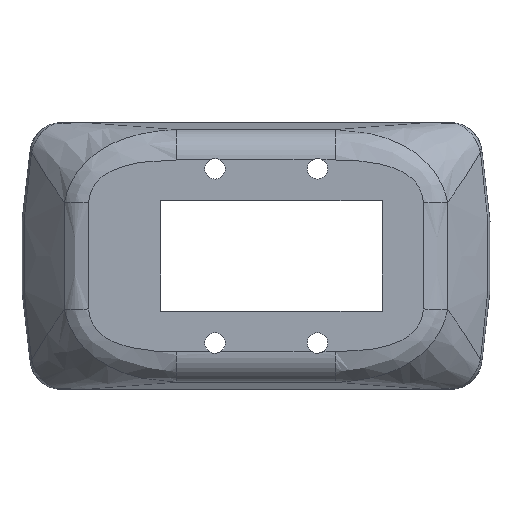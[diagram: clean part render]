
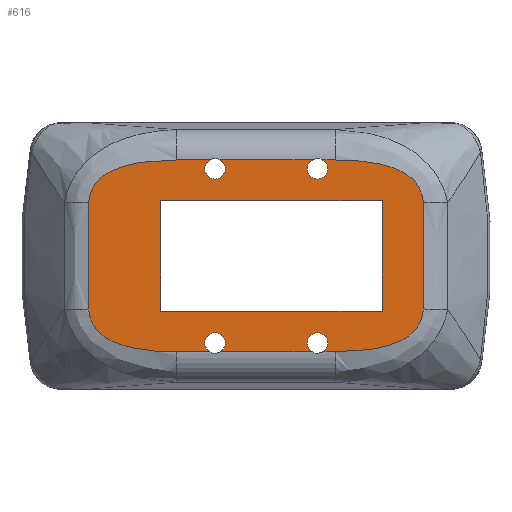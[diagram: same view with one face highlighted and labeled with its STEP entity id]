
A CAD part, top view. The second image highlights one B-rep face of the part: STEP entity #616.
In plain terms, the highlighted planar face has unit normal (0, 0, 1).
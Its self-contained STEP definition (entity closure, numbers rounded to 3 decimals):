
#616=ADVANCED_FACE('',(#1202,#1203),#855,.F.);
#855=PLANE('',#4749);
#919=B_SPLINE_CURVE_WITH_KNOTS('',3,(#6128,#6129,#6130,#6131,#6132,#6133,
#6134,#6135),.UNSPECIFIED.,.F.,.F.,(4,2,2,4),(0.,0.25,0.5,1.),
 .UNSPECIFIED.);
#941=B_SPLINE_CURVE_WITH_KNOTS('',3,(#6630,#6631,#6632,#6633,#6634,#6635,
#6636,#6637),.UNSPECIFIED.,.F.,.F.,(4,2,2,4),(0.,0.5,0.75,1.),
 .UNSPECIFIED.);
#951=B_SPLINE_CURVE_WITH_KNOTS('',3,(#6816,#6817,#6818,#6819,#6820,#6821,
#6822,#6823),.UNSPECIFIED.,.F.,.F.,(4,2,2,4),(0.,0.5,0.75,1.),
 .UNSPECIFIED.);
#973=B_SPLINE_CURVE_WITH_KNOTS('',3,(#7306,#7307,#7308,#7309,#7310,#7311,
#7312,#7313),.UNSPECIFIED.,.F.,.F.,(4,2,2,4),(0.,0.25,0.5,1.),
 .UNSPECIFIED.);
#1024=B_SPLINE_CURVE_WITH_KNOTS('',3,(#8190,#8191,#8192,#8193),
 .UNSPECIFIED.,.F.,.F.,(4,4),(0.,1.),.UNSPECIFIED.);
#1025=B_SPLINE_CURVE_WITH_KNOTS('',3,(#8203,#8204,#8205,#8206),
 .UNSPECIFIED.,.F.,.F.,(4,4),(0.,1.),.UNSPECIFIED.);
#1202=FACE_BOUND('',#1270,.T.);
#1203=FACE_BOUND('',#1271,.T.);
#1270=EDGE_LOOP('',(#1930,#1931,#1932,#1933,#1934,#1935,#1936,#1937,#1938,
#1939,#1940,#1941,#1942,#1943,#1944,#1945));
#1271=EDGE_LOOP('',(#1946,#1947,#1948,#1949));
#1534=CIRCLE('',#4745,1.);
#1535=CIRCLE('',#4746,1.);
#1536=CIRCLE('',#4747,1.);
#1537=CIRCLE('',#4748,1.);
#1930=ORIENTED_EDGE('',*,*,#3752,.T.);
#1931=ORIENTED_EDGE('',*,*,#3753,.T.);
#1932=ORIENTED_EDGE('',*,*,#3754,.T.);
#1933=ORIENTED_EDGE('',*,*,#3755,.T.);
#1934=ORIENTED_EDGE('',*,*,#3756,.T.);
#1935=ORIENTED_EDGE('',*,*,#3621,.T.);
#1936=ORIENTED_EDGE('',*,*,#3757,.T.);
#1937=ORIENTED_EDGE('',*,*,#3643,.T.);
#1938=ORIENTED_EDGE('',*,*,#3758,.T.);
#1939=ORIENTED_EDGE('',*,*,#3759,.T.);
#1940=ORIENTED_EDGE('',*,*,#3760,.T.);
#1941=ORIENTED_EDGE('',*,*,#3761,.T.);
#1942=ORIENTED_EDGE('',*,*,#3762,.T.);
#1943=ORIENTED_EDGE('',*,*,#3611,.T.);
#1944=ORIENTED_EDGE('',*,*,#3763,.T.);
#1945=ORIENTED_EDGE('',*,*,#3589,.T.);
#1946=ORIENTED_EDGE('',*,*,#3743,.F.);
#1947=ORIENTED_EDGE('',*,*,#3751,.F.);
#1948=ORIENTED_EDGE('',*,*,#3749,.F.);
#1949=ORIENTED_EDGE('',*,*,#3746,.F.);
#3146=VERTEX_POINT('',#6110);
#3149=VERTEX_POINT('',#6127);
#3166=VERTEX_POINT('',#6615);
#3168=VERTEX_POINT('',#6629);
#3172=VERTEX_POINT('',#6800);
#3175=VERTEX_POINT('',#6815);
#3192=VERTEX_POINT('',#7289);
#3194=VERTEX_POINT('',#7305);
#3275=VERTEX_POINT('',#8159);
#3277=VERTEX_POINT('',#8163);
#3279=VERTEX_POINT('',#8168);
#3281=VERTEX_POINT('',#8174);
#3282=VERTEX_POINT('',#8182);
#3283=VERTEX_POINT('',#8184);
#3284=VERTEX_POINT('',#8186);
#3285=VERTEX_POINT('',#8188);
#3286=VERTEX_POINT('',#8195);
#3287=VERTEX_POINT('',#8197);
#3288=VERTEX_POINT('',#8199);
#3289=VERTEX_POINT('',#8201);
#3589=EDGE_CURVE('',#3146,#3149,#919,.T.);
#3611=EDGE_CURVE('',#3166,#3168,#941,.T.);
#3621=EDGE_CURVE('',#3172,#3175,#951,.T.);
#3643=EDGE_CURVE('',#3192,#3194,#973,.T.);
#3743=EDGE_CURVE('',#3277,#3275,#4307,.T.);
#3746=EDGE_CURVE('',#3275,#3279,#4310,.T.);
#3749=EDGE_CURVE('',#3279,#3281,#4313,.T.);
#3751=EDGE_CURVE('',#3281,#3277,#4315,.T.);
#3752=EDGE_CURVE('',#3149,#3282,#4316,.T.);
#3753=EDGE_CURVE('',#3282,#3283,#1534,.T.);
#3754=EDGE_CURVE('',#3283,#3284,#4317,.T.);
#3755=EDGE_CURVE('',#3284,#3285,#1535,.T.);
#3756=EDGE_CURVE('',#3285,#3172,#4318,.T.);
#3757=EDGE_CURVE('',#3175,#3192,#1024,.T.);
#3758=EDGE_CURVE('',#3194,#3286,#4319,.T.);
#3759=EDGE_CURVE('',#3286,#3287,#1536,.T.);
#3760=EDGE_CURVE('',#3287,#3288,#4320,.T.);
#3761=EDGE_CURVE('',#3288,#3289,#1537,.T.);
#3762=EDGE_CURVE('',#3289,#3166,#4321,.T.);
#3763=EDGE_CURVE('',#3168,#3146,#1025,.T.);
#4307=LINE('',#8164,#4535);
#4310=LINE('',#8170,#4538);
#4313=LINE('',#8176,#4541);
#4315=LINE('',#8179,#4543);
#4316=LINE('',#8181,#4544);
#4317=LINE('',#8185,#4545);
#4318=LINE('',#8189,#4546);
#4319=LINE('',#8194,#4547);
#4320=LINE('',#8198,#4548);
#4321=LINE('',#8202,#4549);
#4535=VECTOR('',#5181,1.);
#4538=VECTOR('',#5186,1.);
#4541=VECTOR('',#5191,1.);
#4543=VECTOR('',#5195,1.);
#4544=VECTOR('',#5198,1.);
#4545=VECTOR('',#5201,1.);
#4546=VECTOR('',#5204,1.);
#4547=VECTOR('',#5205,1.);
#4548=VECTOR('',#5208,1.);
#4549=VECTOR('',#5211,1.);
#4745=AXIS2_PLACEMENT_3D('',#8183,#5199,#5200);
#4746=AXIS2_PLACEMENT_3D('',#8187,#5202,#5203);
#4747=AXIS2_PLACEMENT_3D('',#8196,#5206,#5207);
#4748=AXIS2_PLACEMENT_3D('',#8200,#5209,#5210);
#4749=AXIS2_PLACEMENT_3D('',#8207,#5212,#5213);
#5181=DIRECTION('',(0.,-1.,0.));
#5186=DIRECTION('',(1.,0.,0.));
#5191=DIRECTION('',(0.,1.,0.));
#5195=DIRECTION('',(-1.,0.,0.));
#5198=DIRECTION('',(-1.,0.,0.));
#5199=DIRECTION('',(0.,0.,-1.));
#5200=DIRECTION('',(-1.,0.,0.));
#5201=DIRECTION('',(-1.,0.,0.));
#5202=DIRECTION('',(0.,0.,-1.));
#5203=DIRECTION('',(-1.,0.,0.));
#5204=DIRECTION('',(-1.,0.,0.));
#5205=DIRECTION('',(1.,0.,0.));
#5206=DIRECTION('',(0.,0.,-1.));
#5207=DIRECTION('',(-1.,0.,0.));
#5208=DIRECTION('',(1.,0.,0.));
#5209=DIRECTION('',(0.,0.,-1.));
#5210=DIRECTION('',(-1.,0.,0.));
#5211=DIRECTION('',(1.,0.,0.));
#5212=DIRECTION('',(0.,0.,-1.));
#5213=DIRECTION('',(-1.,0.,0.));
#6110=CARTESIAN_POINT('',(16.315,5.182,7.));
#6127=CARTESIAN_POINT('',(7.754,9.354,7.));
#6128=CARTESIAN_POINT('',(16.314,5.182,7.));
#6129=CARTESIAN_POINT('',(16.297,6.07,7.));
#6130=CARTESIAN_POINT('',(15.898,6.912,7.));
#6131=CARTESIAN_POINT('',(14.606,8.11,7.));
#6132=CARTESIAN_POINT('',(13.781,8.485,7.));
#6133=CARTESIAN_POINT('',(11.283,9.254,7.));
#6134=CARTESIAN_POINT('',(9.507,9.354,7.));
#6135=CARTESIAN_POINT('',(7.754,9.354,7.));
#6615=CARTESIAN_POINT('',(7.76,-9.354,7.));
#6629=CARTESIAN_POINT('',(16.314,-5.18,7.));
#6630=CARTESIAN_POINT('',(7.76,-9.354,7.));
#6631=CARTESIAN_POINT('',(9.51,-9.354,7.));
#6632=CARTESIAN_POINT('',(11.267,-9.258,7.));
#6633=CARTESIAN_POINT('',(13.783,-8.485,7.));
#6634=CARTESIAN_POINT('',(14.603,-8.111,7.));
#6635=CARTESIAN_POINT('',(15.89,-6.921,7.));
#6636=CARTESIAN_POINT('',(16.297,-6.069,7.));
#6637=CARTESIAN_POINT('',(16.314,-5.18,7.));
#6800=CARTESIAN_POINT('',(-7.76,9.354,7.));
#6815=CARTESIAN_POINT('',(-16.315,5.18,7.));
#6816=CARTESIAN_POINT('',(-7.76,9.354,7.));
#6817=CARTESIAN_POINT('',(-9.51,9.354,7.));
#6818=CARTESIAN_POINT('',(-11.267,9.258,7.));
#6819=CARTESIAN_POINT('',(-13.783,8.485,7.));
#6820=CARTESIAN_POINT('',(-14.603,8.111,7.));
#6821=CARTESIAN_POINT('',(-15.89,6.921,7.));
#6822=CARTESIAN_POINT('',(-16.297,6.069,7.));
#6823=CARTESIAN_POINT('',(-16.314,5.18,7.));
#7289=CARTESIAN_POINT('',(-16.315,-5.18,7.));
#7305=CARTESIAN_POINT('',(-7.754,-9.354,7.));
#7306=CARTESIAN_POINT('',(-16.314,-5.18,7.));
#7307=CARTESIAN_POINT('',(-16.297,-6.068,7.));
#7308=CARTESIAN_POINT('',(-15.897,-6.913,7.));
#7309=CARTESIAN_POINT('',(-14.605,-8.111,7.));
#7310=CARTESIAN_POINT('',(-13.78,-8.485,7.));
#7311=CARTESIAN_POINT('',(-11.282,-9.254,7.));
#7312=CARTESIAN_POINT('',(-9.507,-9.354,7.));
#7313=CARTESIAN_POINT('',(-7.754,-9.354,7.));
#8159=CARTESIAN_POINT('',(-9.3,-5.4,7.));
#8163=CARTESIAN_POINT('',(-9.3,5.4,7.));
#8164=CARTESIAN_POINT('',(-9.3,0.,7.));
#8168=CARTESIAN_POINT('',(12.3,-5.4,7.));
#8170=CARTESIAN_POINT('',(0.,-5.4,7.));
#8174=CARTESIAN_POINT('',(12.3,5.4,7.));
#8176=CARTESIAN_POINT('',(12.3,0.,7.));
#8179=CARTESIAN_POINT('',(0.,5.4,7.));
#8181=CARTESIAN_POINT('',(0.,9.354,7.));
#8182=CARTESIAN_POINT('',(6.52,9.354,7.));
#8183=CARTESIAN_POINT('',(6.,8.5,7.));
#8184=CARTESIAN_POINT('',(5.48,9.354,7.));
#8185=CARTESIAN_POINT('',(0.,9.354,7.));
#8186=CARTESIAN_POINT('',(-3.48,9.354,7.));
#8187=CARTESIAN_POINT('',(-4.,8.5,7.));
#8188=CARTESIAN_POINT('',(-4.52,9.354,7.));
#8189=CARTESIAN_POINT('',(0.,9.354,7.));
#8190=CARTESIAN_POINT('',(-16.315,5.18,7.));
#8191=CARTESIAN_POINT('',(-16.381,1.727,7.));
#8192=CARTESIAN_POINT('',(-16.381,-1.727,7.));
#8193=CARTESIAN_POINT('',(-16.315,-5.18,7.));
#8194=CARTESIAN_POINT('',(0.,-9.354,7.));
#8195=CARTESIAN_POINT('',(-4.52,-9.354,7.));
#8196=CARTESIAN_POINT('',(-4.,-8.5,7.));
#8197=CARTESIAN_POINT('',(-3.48,-9.354,7.));
#8198=CARTESIAN_POINT('',(0.,-9.354,7.));
#8199=CARTESIAN_POINT('',(5.48,-9.354,7.));
#8200=CARTESIAN_POINT('',(6.,-8.5,7.));
#8201=CARTESIAN_POINT('',(6.52,-9.354,7.));
#8202=CARTESIAN_POINT('',(0.,-9.354,7.));
#8203=CARTESIAN_POINT('',(16.315,-5.18,7.));
#8204=CARTESIAN_POINT('',(16.381,-1.727,7.));
#8205=CARTESIAN_POINT('',(16.381,1.728,7.));
#8206=CARTESIAN_POINT('',(16.315,5.182,7.));
#8207=CARTESIAN_POINT('',(0.,0.,7.));
